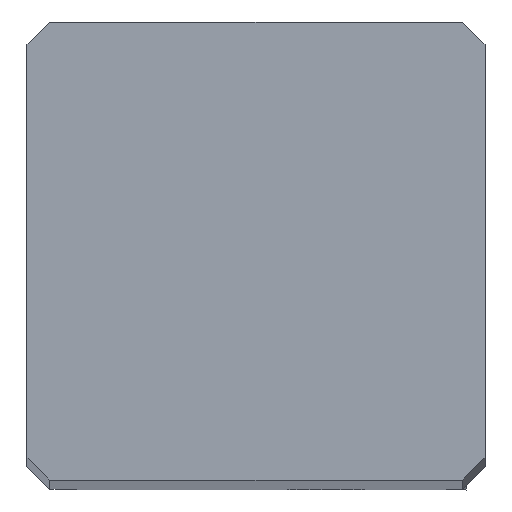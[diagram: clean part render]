
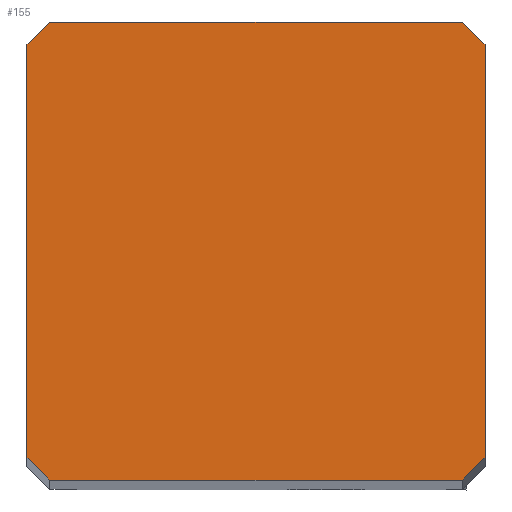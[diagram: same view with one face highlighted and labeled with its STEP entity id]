
A CAD part, top view. The second image highlights one B-rep face of the part: STEP entity #155.
In plain terms, the highlighted planar face has unit normal (0, 0, 1).
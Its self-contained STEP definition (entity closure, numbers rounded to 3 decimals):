
#99=FACE_OUTER_BOUND('',#244,.T.);
#155=ADVANCED_FACE('',(#99),#213,.T.);
#213=PLANE('',#1192);
#244=EDGE_LOOP('',(#362,#363,#364,#365,#366,#367,#368,#369));
#362=ORIENTED_EDGE('',*,*,#789,.F.);
#363=ORIENTED_EDGE('',*,*,#790,.T.);
#364=ORIENTED_EDGE('',*,*,#786,.T.);
#365=ORIENTED_EDGE('',*,*,#791,.T.);
#366=ORIENTED_EDGE('',*,*,#792,.F.);
#367=ORIENTED_EDGE('',*,*,#793,.T.);
#368=ORIENTED_EDGE('',*,*,#794,.T.);
#369=ORIENTED_EDGE('',*,*,#795,.T.);
#673=VERTEX_POINT('',#1635);
#679=VERTEX_POINT('',#1647);
#682=VERTEX_POINT('',#1655);
#683=VERTEX_POINT('',#1656);
#684=VERTEX_POINT('',#1659);
#685=VERTEX_POINT('',#1661);
#686=VERTEX_POINT('',#1663);
#687=VERTEX_POINT('',#1665);
#786=EDGE_CURVE('',#673,#679,#945,.T.);
#789=EDGE_CURVE('',#682,#683,#946,.T.);
#790=EDGE_CURVE('',#682,#673,#947,.T.);
#791=EDGE_CURVE('',#679,#684,#948,.T.);
#792=EDGE_CURVE('',#685,#684,#949,.T.);
#793=EDGE_CURVE('',#685,#686,#950,.T.);
#794=EDGE_CURVE('',#686,#687,#951,.T.);
#795=EDGE_CURVE('',#687,#683,#952,.T.);
#945=LINE('',#1648,#1033);
#946=LINE('',#1654,#1034);
#947=LINE('',#1657,#1035);
#948=LINE('',#1658,#1036);
#949=LINE('',#1660,#1037);
#950=LINE('',#1662,#1038);
#951=LINE('',#1664,#1039);
#952=LINE('',#1666,#1040);
#1033=VECTOR('',#1325,1.);
#1034=VECTOR('',#1332,1.);
#1035=VECTOR('',#1333,1.);
#1036=VECTOR('',#1334,1.);
#1037=VECTOR('',#1335,1.);
#1038=VECTOR('',#1336,1.);
#1039=VECTOR('',#1337,1.);
#1040=VECTOR('',#1338,1.);
#1192=AXIS2_PLACEMENT_3D('',#1667,#1339,#1340);
#1325=DIRECTION('',(1.,0.,0.));
#1332=DIRECTION('',(0.,1.,0.));
#1333=DIRECTION('',(0.707,-0.707,0.));
#1334=DIRECTION('',(0.707,0.707,0.));
#1335=DIRECTION('',(0.,-1.,0.));
#1336=DIRECTION('',(-0.707,0.707,0.));
#1337=DIRECTION('',(-1.,0.,0.));
#1338=DIRECTION('',(-0.707,-0.707,0.));
#1339=DIRECTION('',(0.,0.,1.));
#1340=DIRECTION('',(-1.,0.,0.));
#1635=CARTESIAN_POINT('',(0.5,0.,0.));
#1647=CARTESIAN_POINT('',(9.5,0.,0.));
#1648=CARTESIAN_POINT('',(0.5,0.,0.));
#1654=CARTESIAN_POINT('',(0.,0.5,0.));
#1655=CARTESIAN_POINT('',(0.,0.5,0.));
#1656=CARTESIAN_POINT('',(0.,9.5,0.));
#1657=CARTESIAN_POINT('',(0.,0.5,0.));
#1658=CARTESIAN_POINT('',(9.5,0.,0.));
#1659=CARTESIAN_POINT('',(10.,0.5,0.));
#1660=CARTESIAN_POINT('',(10.,9.5,0.));
#1661=CARTESIAN_POINT('',(10.,9.5,0.));
#1662=CARTESIAN_POINT('',(10.,9.5,0.));
#1663=CARTESIAN_POINT('',(9.5,10.,0.));
#1664=CARTESIAN_POINT('',(9.5,10.,0.));
#1665=CARTESIAN_POINT('',(0.5,10.,0.));
#1666=CARTESIAN_POINT('',(0.5,10.,0.));
#1667=CARTESIAN_POINT('',(5.,5.,0.));
